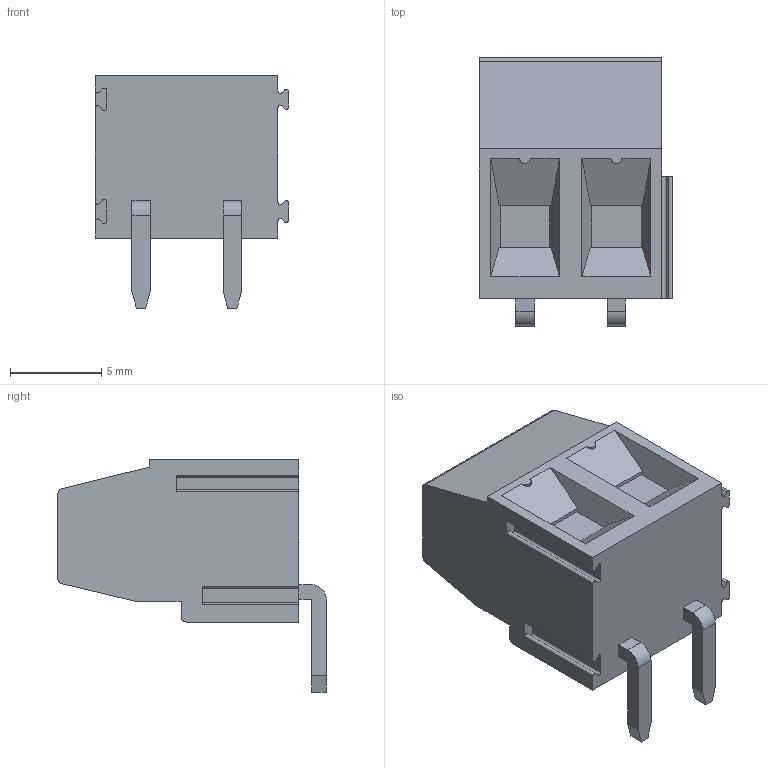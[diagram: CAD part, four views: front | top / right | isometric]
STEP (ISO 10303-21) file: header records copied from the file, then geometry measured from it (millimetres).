
FILE_DESCRIPTION(('STEP AP214'),'1');
FILE_NAME('MVS152-5-H.stp','2017-11-10T12:03:24',(' '),(' '),'Spatial InterOp 3D',' ',' ');
FILE_SCHEMA(('automotive_design'));
Length unit declared in the file: metre
Products named in the file (1): 1
Bounding box: 10.58 x 14.7 x 12.75 mm (x, y, z)
Volume: 927.9 mm3; surface area: 834.8 mm2
Topology: 1 solids, 1 shells, 120 faces, 326 edges, 218 vertices
Faces by surface type: plane 89, cylinder 29, cone 2
Entity records: 4718 total; most frequent: CARTESIAN_POINT 665, ORIENTED_EDGE 644, DIRECTION 623, EDGE_CURVE 322, LINE 259, VECTOR 259, VERTEX_POINT 216, AXIS2_PLACEMENT_3D 182
